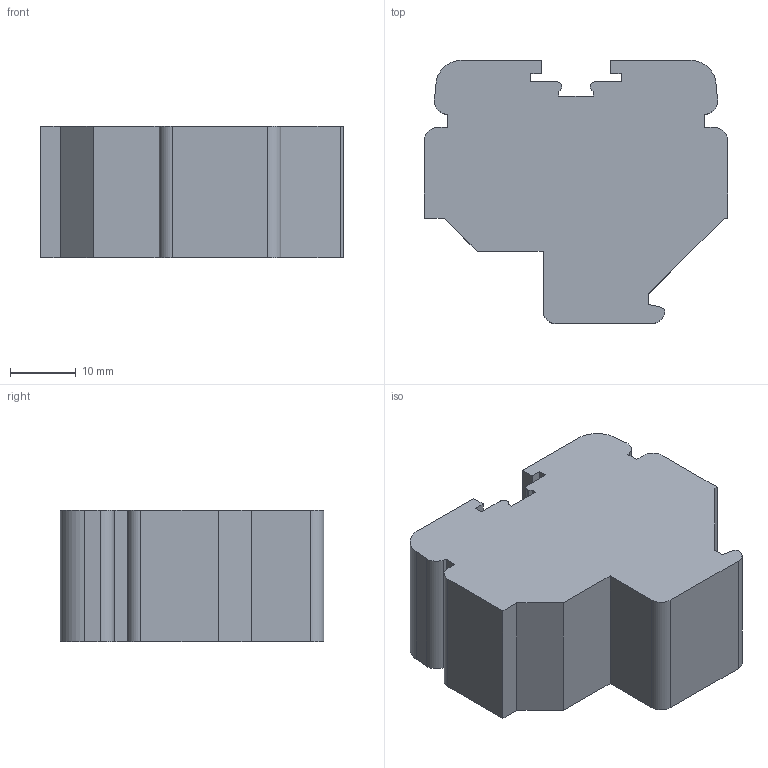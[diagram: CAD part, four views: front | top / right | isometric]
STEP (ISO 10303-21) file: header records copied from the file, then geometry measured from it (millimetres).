
FILE_DESCRIPTION(/* description */ ('Unknown'),/* implementation_level */ '2;1');
FILE_NAME(/* name */ 'CBTM6NV_3D',/* time_stamp */ '2023-02-01T15:23:17+06:00',/* author */ ('Unknown'),/* organization */ ('Unknown'),/* preprocessor_version */ 'ST-DEVELOPER v16.7',/* originating_system */ 'Solid Edge',/* authorisation */ 'Unknown');
FILE_SCHEMA (('AUTOMOTIVE_DESIGN {1 0 10303 214 3 1 1}'));
Length unit declared in the file: millimetre
Products named in the file (1): 6CBTM6NVH
Bounding box: 46 x 40 x 20 mm (x, y, z)
Volume: 27868.4 mm3; surface area: 6456.6 mm2
Topology: 1 solids, 1 shells, 49 faces, 141 edges, 94 vertices
Faces by surface type: plane 38, cylinder 11
Entity records: 1627 total; most frequent: CARTESIAN_POINT 285, ORIENTED_EDGE 282, DIRECTION 263, EDGE_CURVE 141, LINE 119, VECTOR 119, VERTEX_POINT 94, AXIS2_PLACEMENT_3D 72
